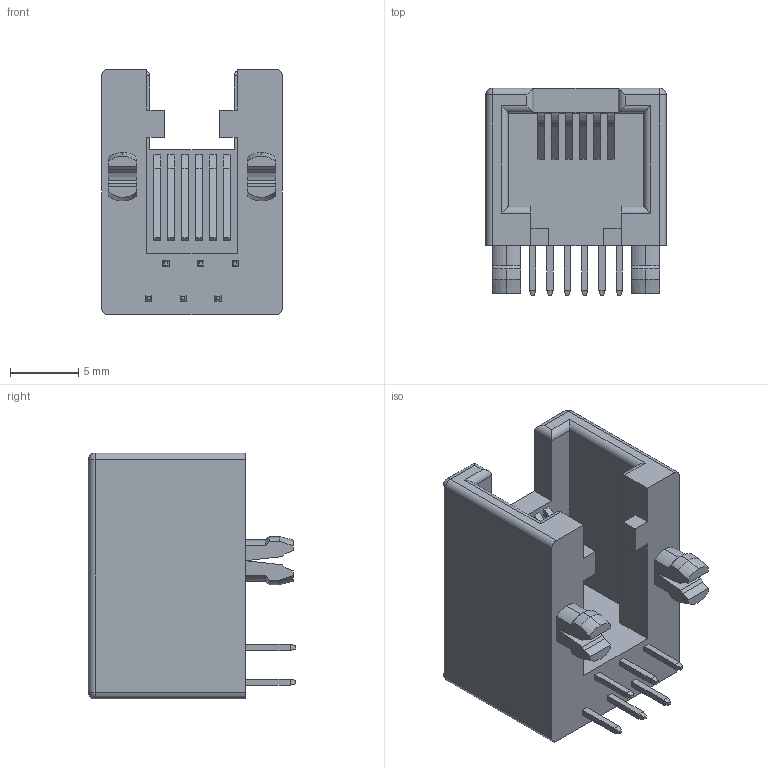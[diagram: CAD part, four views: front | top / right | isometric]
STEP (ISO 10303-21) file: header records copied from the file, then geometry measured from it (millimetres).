
FILE_DESCRIPTION (( 'STEP AP214' ), '1' );
FILE_NAME ('87180-166LF.STEP', '2023-05-11T11:38:55', ( '' ), ( '' ), 'SwSTEP 2.0', 'SolidWorks 2017', '' );
FILE_SCHEMA (( 'AUTOMOTIVE_DESIGN' ));
Length unit declared in the file: millimetre
Products named in the file (1): 87180-166LF
Bounding box: 13.2 x 15.18 x 18 mm (x, y, z)
Volume: 1547.6 mm3; surface area: 1693.6 mm2
Topology: 14 solids, 14 shells, 213 faces, 495 edges, 308 vertices
Faces by surface type: plane 156, cylinder 41, cone 12, sphere 4
Entity records: 6592 total; most frequent: CARTESIAN_POINT 1085, ORIENTED_EDGE 982, DIRECTION 971, EDGE_CURVE 491, VECTOR 391, LINE 391, VERTEX_POINT 308, AXIS2_PLACEMENT_3D 290
